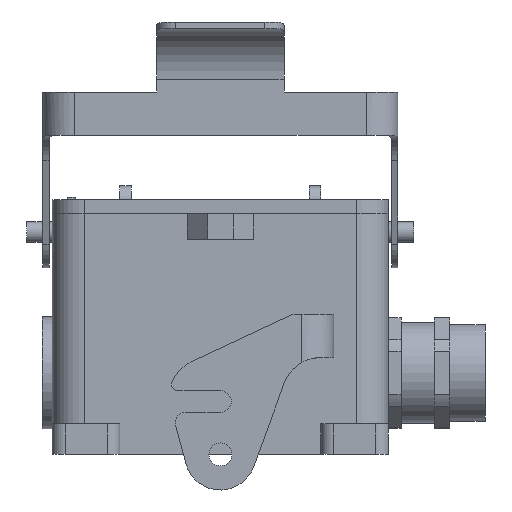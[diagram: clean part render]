
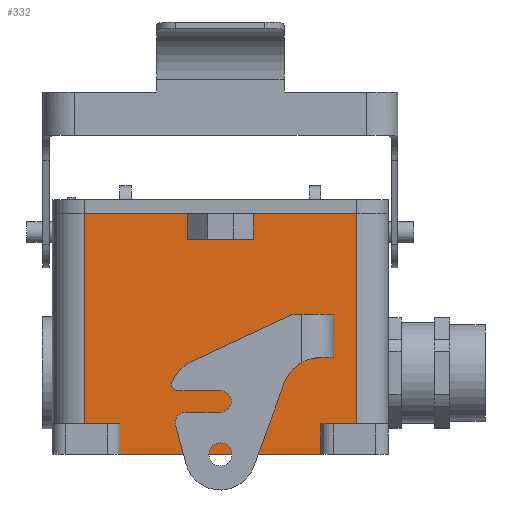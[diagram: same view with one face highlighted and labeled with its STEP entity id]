
A CAD part, front view. The second image highlights one B-rep face of the part: STEP entity #332.
In plain terms, the highlighted planar face has unit normal (0, -1, 0).
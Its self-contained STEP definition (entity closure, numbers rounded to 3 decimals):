
#332 = ADVANCED_FACE( '', ( #878 ), #879, .T. );
#878 = FACE_OUTER_BOUND( '', #1692, .T. );
#879 = PLANE( '', #1693 );
#1692 = EDGE_LOOP( '', ( #2619, #2620, #2621, #2622, #2623, #2624, #2625, #2626, #2627, #2628, #2629, #2630 ) );
#1693 = AXIS2_PLACEMENT_3D( '', #2631, #2632, #2633 );
#2619 = ORIENTED_EDGE( '', *, *, #4814, .F. );
#2620 = ORIENTED_EDGE( '', *, *, #4815, .F. );
#2621 = ORIENTED_EDGE( '', *, *, #4816, .F. );
#2622 = ORIENTED_EDGE( '', *, *, #4817, .F. );
#2623 = ORIENTED_EDGE( '', *, *, #4818, .T. );
#2624 = ORIENTED_EDGE( '', *, *, #4819, .F. );
#2625 = ORIENTED_EDGE( '', *, *, #4820, .T. );
#2626 = ORIENTED_EDGE( '', *, *, #4821, .T. );
#2627 = ORIENTED_EDGE( '', *, *, #4822, .F. );
#2628 = ORIENTED_EDGE( '', *, *, #4823, .T. );
#2629 = ORIENTED_EDGE( '', *, *, #4824, .T. );
#2630 = ORIENTED_EDGE( '', *, *, #4723, .T. );
#2631 = CARTESIAN_POINT( '', ( -66., -45., 94.5 ) );
#2632 = DIRECTION( '', ( 0., -1., 0. ) );
#2633 = DIRECTION( '', ( 0., 0., 1. ) );
#4723 = EDGE_CURVE( '', #5639, #5640, #5641, .F. );
#4814 = EDGE_CURVE( '', #5801, #5640, #5802, .T. );
#4815 = EDGE_CURVE( '', #5803, #5801, #5804, .F. );
#4816 = EDGE_CURVE( '', #5805, #5803, #5806, .T. );
#4817 = EDGE_CURVE( '', #5807, #5805, #5808, .F. );
#4818 = EDGE_CURVE( '', #5807, #5809, #5810, .T. );
#4819 = EDGE_CURVE( '', #5811, #5809, #5812, .T. );
#4820 = EDGE_CURVE( '', #5811, #5813, #5814, .T. );
#4821 = EDGE_CURVE( '', #5813, #5815, #5816, .T. );
#4822 = EDGE_CURVE( '', #5817, #5815, #5818, .T. );
#4823 = EDGE_CURVE( '', #5817, #5819, #5820, .F. );
#4824 = EDGE_CURVE( '', #5819, #5639, #5821, .T. );
#5639 = VERTEX_POINT( '', #6981 );
#5640 = VERTEX_POINT( '', #6982 );
#5641 = LINE( '', #6983, #6984 );
#5801 = VERTEX_POINT( '', #7223 );
#5802 = LINE( '', #7224, #7225 );
#5803 = VERTEX_POINT( '', #7226 );
#5804 = LINE( '', #7227, #7228 );
#5805 = VERTEX_POINT( '', #7229 );
#5806 = LINE( '', #7230, #7231 );
#5807 = VERTEX_POINT( '', #7232 );
#5808 = LINE( '', #7233, #7234 );
#5809 = VERTEX_POINT( '', #7235 );
#5810 = LINE( '', #7236, #7237 );
#5811 = VERTEX_POINT( '', #7238 );
#5812 = LINE( '', #7239, #7240 );
#5813 = VERTEX_POINT( '', #7241 );
#5814 = LINE( '', #7242, #7243 );
#5815 = VERTEX_POINT( '', #7244 );
#5816 = LINE( '', #7245, #7246 );
#5817 = VERTEX_POINT( '', #7247 );
#5818 = LINE( '', #7248, #7249 );
#5819 = VERTEX_POINT( '', #7250 );
#5820 = LINE( '', #7251, #7252 );
#5821 = LINE( '', #7253, #7254 );
#6981 = CARTESIAN_POINT( '', ( 13., -45., 94.5 ) );
#6982 = CARTESIAN_POINT( '', ( 13., -45., 84.5 ) );
#6983 = CARTESIAN_POINT( '', ( 13., -45., 89.5 ) );
#6984 = VECTOR( '', #8924, 1000. );
#7223 = CARTESIAN_POINT( '', ( -13., -45., 84.5 ) );
#7224 = CARTESIAN_POINT( '', ( -5., -45., 84.5 ) );
#7225 = VECTOR( '', #9035, 1000. );
#7226 = CARTESIAN_POINT( '', ( -13., -45., 94.5 ) );
#7227 = CARTESIAN_POINT( '', ( -13., -45., 89.5 ) );
#7228 = VECTOR( '', #9036, 1000. );
#7229 = CARTESIAN_POINT( '', ( -53.5, -45., 94.5 ) );
#7230 = CARTESIAN_POINT( '', ( -66., -45., 94.5 ) );
#7231 = VECTOR( '', #9037, 1000. );
#7232 = CARTESIAN_POINT( '', ( -53.5, -45., 12. ) );
#7233 = CARTESIAN_POINT( '', ( -53.5, -45., 94.5 ) );
#7234 = VECTOR( '', #9038, 1000. );
#7235 = CARTESIAN_POINT( '', ( -39.5, -45., 12. ) );
#7236 = CARTESIAN_POINT( '', ( -66., -45., 12. ) );
#7237 = VECTOR( '', #9039, 1000. );
#7238 = CARTESIAN_POINT( '', ( -39.5, -45., 0. ) );
#7239 = CARTESIAN_POINT( '', ( -39.5, -45., -117.947 ) );
#7240 = VECTOR( '', #9040, 1000. );
#7241 = CARTESIAN_POINT( '', ( 39.5, -45., 0. ) );
#7242 = CARTESIAN_POINT( '', ( -66., -45., 0. ) );
#7243 = VECTOR( '', #9041, 1000. );
#7244 = CARTESIAN_POINT( '', ( 39.5, -45., 12. ) );
#7245 = CARTESIAN_POINT( '', ( 39.5, -45., -117.947 ) );
#7246 = VECTOR( '', #9042, 1000. );
#7247 = CARTESIAN_POINT( '', ( 53.5, -45., 12. ) );
#7248 = CARTESIAN_POINT( '', ( 66., -45., 12. ) );
#7249 = VECTOR( '', #9043, 1000. );
#7250 = CARTESIAN_POINT( '', ( 53.5, -45., 94.5 ) );
#7251 = CARTESIAN_POINT( '', ( 53.5, -45., 94.5 ) );
#7252 = VECTOR( '', #9044, 1000. );
#7253 = CARTESIAN_POINT( '', ( 66., -45., 94.5 ) );
#7254 = VECTOR( '', #9045, 1000. );
#8924 = DIRECTION( '', ( 0., 0., 1. ) );
#9035 = DIRECTION( '', ( 1., 0., 0. ) );
#9036 = DIRECTION( '', ( 0., 0., 1. ) );
#9037 = DIRECTION( '', ( 1., 0., 0. ) );
#9038 = DIRECTION( '', ( 0., 0., -1. ) );
#9039 = DIRECTION( '', ( 1., 0., 0. ) );
#9040 = DIRECTION( '', ( 0., 0., 1. ) );
#9041 = DIRECTION( '', ( 1., 0., 0. ) );
#9042 = DIRECTION( '', ( 0., 0., 1. ) );
#9043 = DIRECTION( '', ( -1., 0., 0. ) );
#9044 = DIRECTION( '', ( 0., 0., -1. ) );
#9045 = DIRECTION( '', ( -1., 0., 0. ) );
